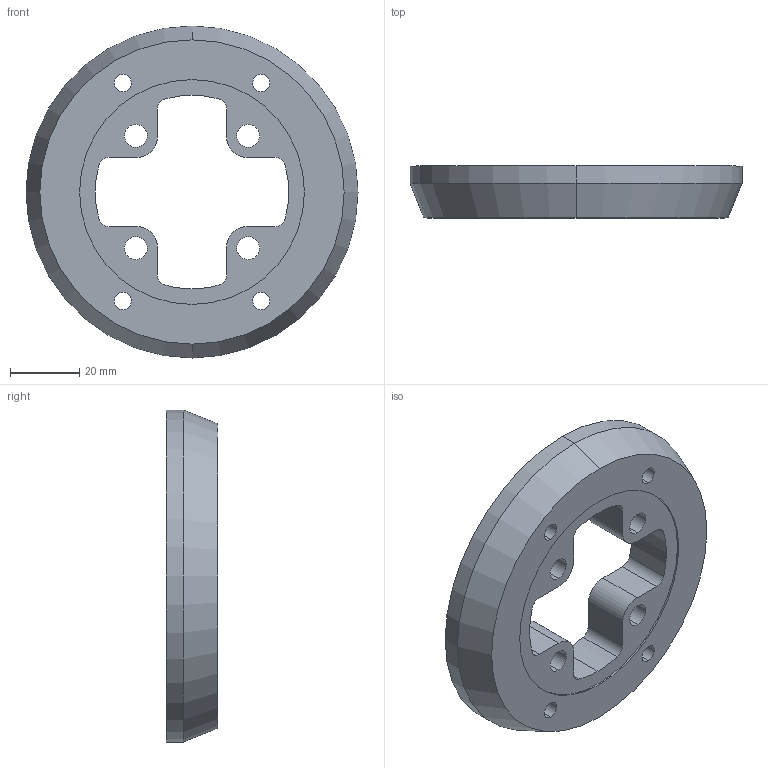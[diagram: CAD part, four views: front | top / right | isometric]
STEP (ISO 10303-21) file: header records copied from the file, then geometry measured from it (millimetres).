
FILE_DESCRIPTION (( 'STEP AP214' ), '1' );
FILE_NAME ('49440001.STEP', '2016-02-23T13:35:43', ( 'Macha' ), ( 'Hewlett-Packard Company' ), 'SwSTEP 2.0', 'SolidWorks 2015', '' );
FILE_SCHEMA (( 'AUTOMOTIVE_DESIGN' ));
Length unit declared in the file: millimetre
Products named in the file (1): 49440001
Bounding box: 96 x 15 x 96 mm (x, y, z)
Volume: 69326.9 mm3; surface area: 19287.9 mm2
Topology: 1 solids, 1 shells, 65 faces, 169 edges, 112 vertices
Faces by surface type: cylinder 47, plane 16, cone 2
Entity records: 2201 total; most frequent: DIRECTION 397, CARTESIAN_POINT 347, ORIENTED_EDGE 338, EDGE_CURVE 169, AXIS2_PLACEMENT_3D 162, VERTEX_POINT 112, CIRCLE 96, EDGE_LOOP 89
